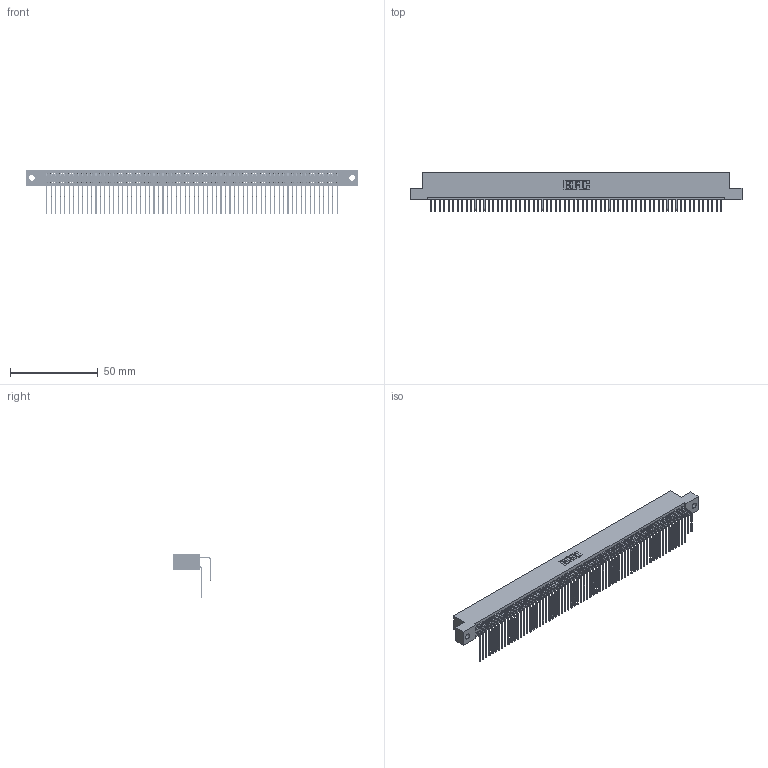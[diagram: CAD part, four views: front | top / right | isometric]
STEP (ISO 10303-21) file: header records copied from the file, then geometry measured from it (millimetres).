
FILE_DESCRIPTION (( 'STEP AP203' ), '1' );
FILE_NAME ('345-132-558-202.STEP', '2018-10-20T06:19:16', ( '' ), ( '' ), 'SwSTEP 2.0', 'SolidWorks 2016', '' );
FILE_SCHEMA (( 'CONFIG_CONTROL_DESIGN' ));
Length unit declared in the file: inch
Products named in the file (4): 345-292-001_558 Tail - 2; 345-292-001_558 559 Tail - 1; 345 Part_Flush Mounting Lugs - 0.128 Dia; 345-132-558-202
Assembly tree (133 placements, depth 2):
  345-132-558-202
    345 Part_Flush Mounting Lugs - 0.128 Dia
    345-292-001_558 559 Tail - 1  x66
    345-292-001_558 Tail - 2  x66
Bounding box: 188.85 x 21.83 x 25.53 mm (x, y, z)
Volume: 19292.5 mm3; surface area: 32290.4 mm2
Topology: 133 solids, 133 shells, 6990 faces, 20801 edges, 13690 vertices
Faces by surface type: plane 4700, cylinder 2290
Entity records: 50209 total; most frequent: CARTESIAN_POINT 8439, ORIENTED_EDGE 8322, DIRECTION 7385, EDGE_CURVE 4161, LINE 3725, VECTOR 3725, VERTEX_POINT 2770, AXIS2_PLACEMENT_3D 1830
